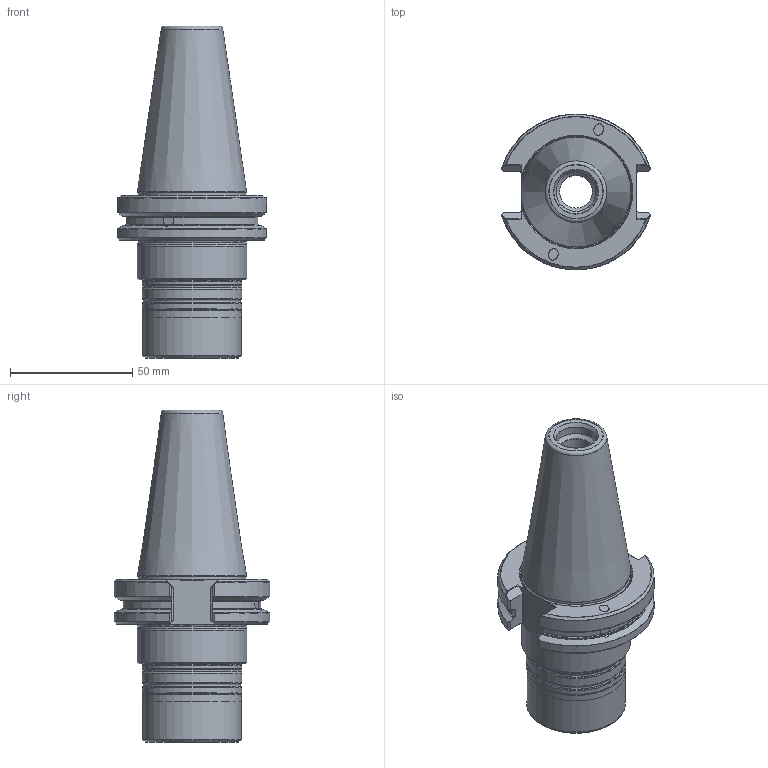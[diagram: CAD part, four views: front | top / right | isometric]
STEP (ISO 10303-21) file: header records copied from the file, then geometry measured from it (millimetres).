
FILE_DESCRIPTION(/* description */ (''),/* implementation_level */ '2;1');
FILE_NAME(/* name */ '434013236.stp',/* time_stamp */ '2021-01-08T12:39:07',/* author */ ('LRA'),/* organization */ ('REGO-FIX'),/* preprocessor_version */ ' Unknown',/* originating_system */ 'SIEMENS PLM Software Solid Edge ST10',/* authorization */ 'Unknown');
FILE_SCHEMA (('AUTOMOTIVE_DESIGN { 1 0 10303 214 2 1 1}'));
Length unit declared in the file: millimetre
Products named in the file (1): NOCUT
Bounding box: 61.04 x 63.58 x 135.65 mm (x, y, z)
Volume: 266020.7 mm3; surface area: 63345.1 mm2
Topology: 2 solids, 2 shells, 215 faces, 571 edges, 362 vertices
Faces by surface type: plane 70, cylinder 59, cone 58, torus 28
Full cylindrical faces by diameter (mm): 3.242 x6, 3.9 x2, 12 x2, 13.375 x2, 13.376 x4, 16.2 x1, 16.5 x1, 23.5 x2, 40 x2, 40.3 x1, 40.5 x3, 40.8 x3, 43.85 x2, 44.45 x1, 44.75 x1
Entity records: 7743 total; most frequent: CARTESIAN_POINT 1441, DIRECTION 970, ORIENTED_EDGE 906, EDGE_CURVE 453, AXIS2_PLACEMENT_3D 406, VERTEX_POINT 339, FACE_BOUND 324, EDGE_LOOP 320
